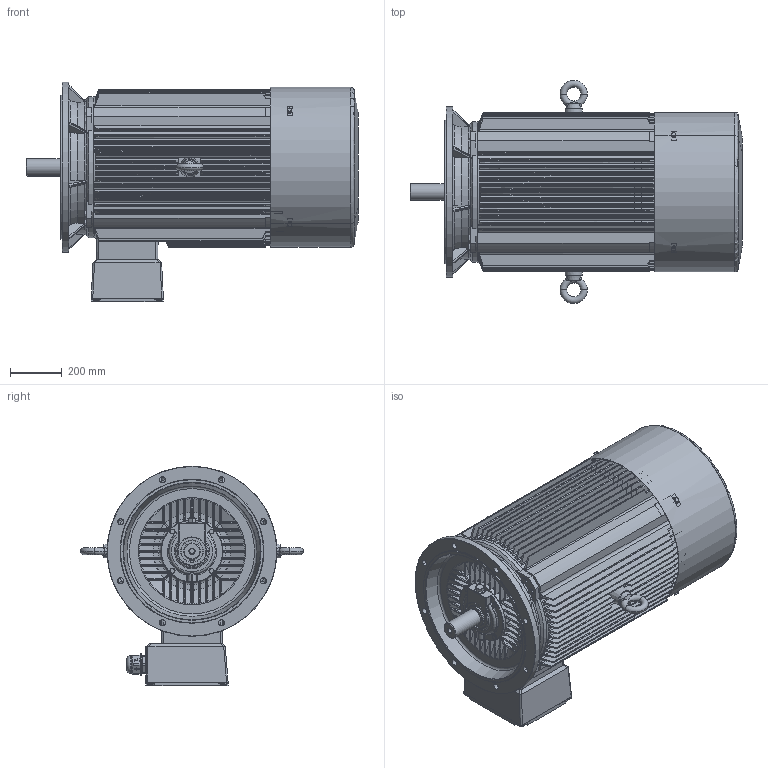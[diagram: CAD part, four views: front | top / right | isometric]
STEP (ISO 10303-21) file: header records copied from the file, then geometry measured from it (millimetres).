
FILE_DESCRIPTION(/* description */ (''),/* implementation_level */ '2;1');
FILE_NAME(/* name */ 'JM2-315M.L-2-B5.stp',/* time_stamp */ '2016-11-29T10:01:50+08:00',/* author */ (''),/* organization */ (''),/* preprocessor_version */ 'ST-DEVELOPER v16',/* originating_system */ 'SIEMENS PLM Software NX 10.0',/* authorisation */ '');
FILE_SCHEMA (('CONFIG_CONTROL_DESIGN'));
Products named in the file (1): JM2-315M.L-2-B5
Bounding box: 1288.03 x 866 x 852 mm (x, y, z)
Volume: 61998066.2 mm3; surface area: 11443296.4 mm2
Topology: 48 solids, 48 shells, 5677 faces, 15598 edges, 10149 vertices
Faces by surface type: plane 3331, cylinder 1104, cone 614, torus 321, bspline 293, sphere 14
Full cylindrical faces by diameter (mm): 2 x2, 10 x2, 18 x1, 20 x1, 43.312 x2, 51.188 x4, 61.031 x12, 63 x4, 64 x1, 64.969 x12, 65 x1, 67.922 x2, 78 x1, 80 x1, 81.5 x2, 83 x2, 83.672 x2, 85 x5, 95 x3, 98 x1, 102 x1, 110 x1, 240 x2, 510.694 x1, 528 x2, 558.578 x1, 620 x1, 660 x1
Entity records: 197793 total; most frequent: CARTESIAN_POINT 57712, ORIENTED_EDGE 30724, DIRECTION 25471, EDGE_CURVE 15362, VERTEX_POINT 10060, LINE 9555, VECTOR 9555, AXIS2_PLACEMENT_3D 7958
